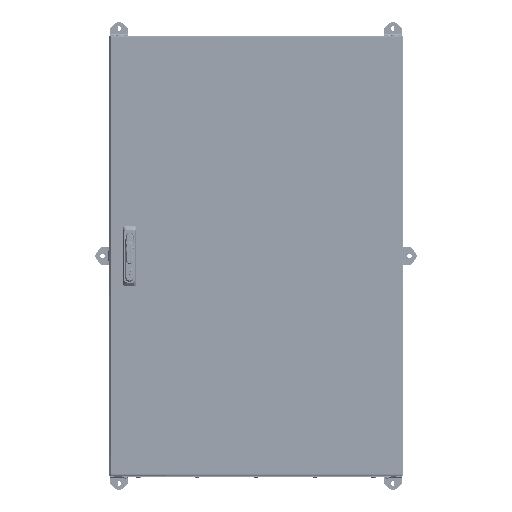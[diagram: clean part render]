
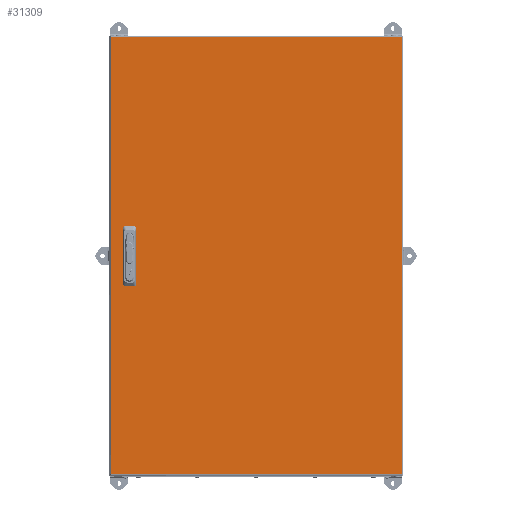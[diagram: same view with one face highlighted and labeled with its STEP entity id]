
A CAD part, top view. The second image highlights one B-rep face of the part: STEP entity #31309.
In plain terms, the highlighted planar face has unit normal (0, 0, 1).
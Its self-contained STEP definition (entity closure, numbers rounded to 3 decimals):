
#1008 = ORIENTED_EDGE ( 'NONE', *, *, #62119, .F. ) ;
#1186 = CARTESIAN_POINT ( 'NONE',  ( 395.5, 596., 0. ) ) ;
#1544 = EDGE_CURVE ( 'NONE', #103569, #26301, #3350, .T. ) ;
#1577 = DIRECTION ( 'NONE',  ( -1., 0., 0. ) ) ;
#3350 = LINE ( 'NONE', #88335, #48347 ) ;
#6163 = EDGE_CURVE ( 'NONE', #35138, #19419, #88944, .T. ) ;
#8162 = EDGE_CURVE ( 'NONE', #83551, #12251, #96411, .T. ) ;
#9424 = VECTOR ( 'NONE', #62984, 1000. ) ;
#10862 = EDGE_CURVE ( 'NONE', #48245, #59895, #92673, .T. ) ;
#11937 = EDGE_LOOP ( 'NONE', ( #28270, #26876, #78436, #74662 ) ) ;
#12251 = VERTEX_POINT ( 'NONE', #12662 ) ;
#12662 = CARTESIAN_POINT ( 'NONE',  ( -333.5, -25., 0. ) ) ;
#14549 = VERTEX_POINT ( 'NONE', #36555 ) ;
#15046 = DIRECTION ( 'NONE',  ( 0., 1., 0. ) ) ;
#16009 = CARTESIAN_POINT ( 'NONE',  ( 0., 0., 0. ) ) ;
#16554 = FACE_OUTER_BOUND ( 'NONE', #11937, .T. ) ;
#18150 = CARTESIAN_POINT ( 'NONE',  ( -396.293, -596., 0. ) ) ;
#19419 = VERTEX_POINT ( 'NONE', #65877 ) ;
#20282 = ORIENTED_EDGE ( 'NONE', *, *, #23188, .F. ) ;
#21454 = DIRECTION ( 'NONE',  ( -1., 0., 0. ) ) ;
#23188 = EDGE_CURVE ( 'NONE', #30473, #83551, #61479, .T. ) ;
#23546 = VECTOR ( 'NONE', #99238, 1000. ) ;
#24199 = CARTESIAN_POINT ( 'NONE',  ( -358.5, 25., 0. ) ) ;
#24229 = CARTESIAN_POINT ( 'NONE',  ( -358.5, 75., 0. ) ) ;
#25431 = ORIENTED_EDGE ( 'NONE', *, *, #78798, .F. ) ;
#26294 = EDGE_LOOP ( 'NONE', ( #68563, #1008, #77715, #20282 ) ) ;
#26301 = VERTEX_POINT ( 'NONE', #64095 ) ;
#26876 = ORIENTED_EDGE ( 'NONE', *, *, #10862, .T. ) ;
#28270 = ORIENTED_EDGE ( 'NONE', *, *, #105691, .T. ) ;
#28688 = CARTESIAN_POINT ( 'NONE',  ( -395.5, -596., 0. ) ) ;
#29093 = DIRECTION ( 'NONE',  ( 0., 1., 0. ) ) ;
#29756 = VECTOR ( 'NONE', #59214, 1000. ) ;
#30473 = VERTEX_POINT ( 'NONE', #102013 ) ;
#31309 = ADVANCED_FACE ( 'NONE', ( #56863, #39744, #16554 ), #82788, .T. ) ;
#35138 = VERTEX_POINT ( 'NONE', #96505 ) ;
#36316 = CARTESIAN_POINT ( 'NONE',  ( -333.5, -25., 0. ) ) ;
#36555 = CARTESIAN_POINT ( 'NONE',  ( 395.5, -596., 0. ) ) ;
#38139 = EDGE_CURVE ( 'NONE', #44834, #30473, #92340, .T. ) ;
#38366 = ORIENTED_EDGE ( 'NONE', *, *, #1544, .F. ) ;
#39744 = FACE_BOUND ( 'NONE', #26294, .T. ) ;
#44834 = VERTEX_POINT ( 'NONE', #83460 ) ;
#44839 = VECTOR ( 'NONE', #58947, 1000. ) ;
#48245 = VERTEX_POINT ( 'NONE', #60968 ) ;
#48347 = VECTOR ( 'NONE', #88882, 1000. ) ;
#49560 = LINE ( 'NONE', #24199, #44839 ) ;
#51318 = EDGE_LOOP ( 'NONE', ( #106277, #25431, #38366, #98383 ) ) ;
#56863 = FACE_BOUND ( 'NONE', #51318, .T. ) ;
#58491 = DIRECTION ( 'NONE',  ( 1., 0., 0. ) ) ;
#58947 = DIRECTION ( 'NONE',  ( 1., 0., 0. ) ) ;
#59214 = DIRECTION ( 'NONE',  ( 0., -1., 0. ) ) ;
#59895 = VERTEX_POINT ( 'NONE', #28688 ) ;
#60041 = VECTOR ( 'NONE', #1577, 1000. ) ;
#60968 = CARTESIAN_POINT ( 'NONE',  ( -395.5, 596., 0. ) ) ;
#61479 = LINE ( 'NONE', #68661, #73117 ) ;
#62119 = EDGE_CURVE ( 'NONE', #12251, #44834, #78841, .T. ) ;
#62984 = DIRECTION ( 'NONE',  ( 0., 1., 0. ) ) ;
#63388 = CARTESIAN_POINT ( 'NONE',  ( 396.293, 596., 0. ) ) ;
#64095 = CARTESIAN_POINT ( 'NONE',  ( -358.5, 25., 0. ) ) ;
#64158 = LINE ( 'NONE', #90656, #88656 ) ;
#65877 = CARTESIAN_POINT ( 'NONE',  ( -333.5, 75., 0. ) ) ;
#68563 = ORIENTED_EDGE ( 'NONE', *, *, #38139, .F. ) ;
#68661 = CARTESIAN_POINT ( 'NONE',  ( -333.5, -75., 0. ) ) ;
#72028 = EDGE_CURVE ( 'NONE', #19419, #103569, #99840, .T. ) ;
#73117 = VECTOR ( 'NONE', #95163, 1000. ) ;
#74662 = ORIENTED_EDGE ( 'NONE', *, *, #77295, .T. ) ;
#77203 = DIRECTION ( 'NONE',  ( 1., 0., 0. ) ) ;
#77295 = EDGE_CURVE ( 'NONE', #14549, #93040, #64158, .T. ) ;
#77715 = ORIENTED_EDGE ( 'NONE', *, *, #8162, .F. ) ;
#78436 = ORIENTED_EDGE ( 'NONE', *, *, #93504, .T. ) ;
#78798 = EDGE_CURVE ( 'NONE', #26301, #35138, #49560, .T. ) ;
#78841 = LINE ( 'NONE', #36316, #60041 ) ;
#79145 = CARTESIAN_POINT ( 'NONE',  ( -333.5, -75., 0. ) ) ;
#79867 = CARTESIAN_POINT ( 'NONE',  ( -333.5, -75., 0. ) ) ;
#80653 = CARTESIAN_POINT ( 'NONE',  ( -333.5, 75., 0. ) ) ;
#81275 = VECTOR ( 'NONE', #77203, 1000. ) ;
#82788 = PLANE ( 'NONE',  #92588 ) ;
#83460 = CARTESIAN_POINT ( 'NONE',  ( -358.5, -25., 0. ) ) ;
#83551 = VERTEX_POINT ( 'NONE', #79145 ) ;
#84064 = CARTESIAN_POINT ( 'NONE',  ( -358.5, -75., 0. ) ) ;
#84302 = CARTESIAN_POINT ( 'NONE',  ( -395.5, 596.793, 0. ) ) ;
#85769 = CARTESIAN_POINT ( 'NONE',  ( -358.5, 75., 0. ) ) ;
#88335 = CARTESIAN_POINT ( 'NONE',  ( -358.5, 75., 0. ) ) ;
#88656 = VECTOR ( 'NONE', #15046, 1000. ) ;
#88858 = DIRECTION ( 'NONE',  ( -1., 0., 0. ) ) ;
#88882 = DIRECTION ( 'NONE',  ( 0., -1., 0. ) ) ;
#88944 = LINE ( 'NONE', #80653, #9424 ) ;
#90656 = CARTESIAN_POINT ( 'NONE',  ( 395.5, -596.793, 0. ) ) ;
#92340 = LINE ( 'NONE', #84064, #29756 ) ;
#92588 = AXIS2_PLACEMENT_3D ( 'NONE', #16009, #108180, #58491 ) ;
#92673 = LINE ( 'NONE', #84302, #23546 ) ;
#93040 = VERTEX_POINT ( 'NONE', #1186 ) ;
#93504 = EDGE_CURVE ( 'NONE', #59895, #14549, #108691, .T. ) ;
#93804 = VECTOR ( 'NONE', #29093, 1000. ) ;
#95163 = DIRECTION ( 'NONE',  ( 1., 0., 0. ) ) ;
#96411 = LINE ( 'NONE', #79867, #93804 ) ;
#96505 = CARTESIAN_POINT ( 'NONE',  ( -333.5, 25., 0. ) ) ;
#96518 = LINE ( 'NONE', #63388, #107424 ) ;
#98383 = ORIENTED_EDGE ( 'NONE', *, *, #72028, .F. ) ;
#99238 = DIRECTION ( 'NONE',  ( 0., -1., 0. ) ) ;
#99840 = LINE ( 'NONE', #24229, #103377 ) ;
#102013 = CARTESIAN_POINT ( 'NONE',  ( -358.5, -75., 0. ) ) ;
#103377 = VECTOR ( 'NONE', #88858, 1000. ) ;
#103569 = VERTEX_POINT ( 'NONE', #85769 ) ;
#105691 = EDGE_CURVE ( 'NONE', #93040, #48245, #96518, .T. ) ;
#106277 = ORIENTED_EDGE ( 'NONE', *, *, #6163, .F. ) ;
#107424 = VECTOR ( 'NONE', #21454, 1000. ) ;
#108180 = DIRECTION ( 'NONE',  ( 0., 0., 1. ) ) ;
#108691 = LINE ( 'NONE', #18150, #81275 ) ;
